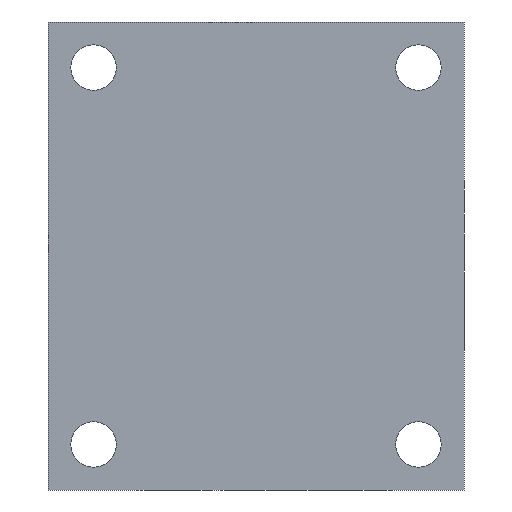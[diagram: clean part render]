
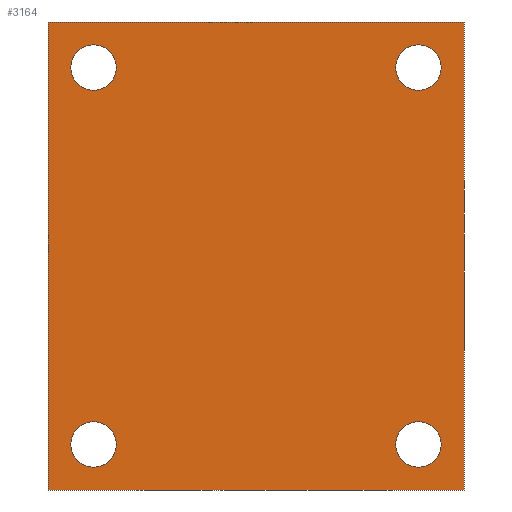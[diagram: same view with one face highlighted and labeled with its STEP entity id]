
A CAD part, front view. The second image highlights one B-rep face of the part: STEP entity #3164.
In plain terms, the highlighted planar face has unit normal (0, -1, 0).
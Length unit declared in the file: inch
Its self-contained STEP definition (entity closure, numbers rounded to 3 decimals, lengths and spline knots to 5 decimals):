
#5=DIRECTION('',(1.,0.,0.));
#6=VECTOR('',#5,4.);
#7=CARTESIAN_POINT('',(0.,-2.188,0.));
#8=LINE('',#7,#6);
#185=DIRECTION('',(0.,0.,1.));
#186=VECTOR('',#185,4.5);
#187=CARTESIAN_POINT('',(4.,-2.188,0.));
#188=LINE('',#187,#186);
#199=DIRECTION('',(0.,0.,1.));
#200=VECTOR('',#199,4.5);
#201=CARTESIAN_POINT('',(0.,-2.188,0.));
#202=LINE('',#201,#200);
#203=CARTESIAN_POINT('',(0.438,-2.188,
0.438));
#204=DIRECTION('',(0.,-1.,0.));
#205=DIRECTION('',(-1.,0.,0.));
#206=AXIS2_PLACEMENT_3D('',#203,#204,#205);
#208=CARTESIAN_POINT('',(0.438,-2.188,
0.438));
#209=DIRECTION('',(0.,-1.,0.));
#210=DIRECTION('',(1.,0.,0.));
#211=AXIS2_PLACEMENT_3D('',#208,#209,#210);
#213=CARTESIAN_POINT('',(3.562,-2.188,0.438));
#214=DIRECTION('',(0.,-1.,0.));
#215=DIRECTION('',(-1.,0.,0.));
#216=AXIS2_PLACEMENT_3D('',#213,#214,#215);
#218=CARTESIAN_POINT('',(3.562,-2.188,0.438));
#219=DIRECTION('',(0.,-1.,0.));
#220=DIRECTION('',(1.,0.,0.));
#221=AXIS2_PLACEMENT_3D('',#218,#219,#220);
#223=CARTESIAN_POINT('',(0.438,-2.188,4.062));
#224=DIRECTION('',(0.,-1.,0.));
#225=DIRECTION('',(-1.,0.,0.));
#226=AXIS2_PLACEMENT_3D('',#223,#224,#225);
#228=CARTESIAN_POINT('',(0.438,-2.188,4.062));
#229=DIRECTION('',(0.,-1.,0.));
#230=DIRECTION('',(1.,0.,0.));
#231=AXIS2_PLACEMENT_3D('',#228,#229,#230);
#233=CARTESIAN_POINT('',(3.562,-2.188,4.062));
#234=DIRECTION('',(0.,-1.,0.));
#235=DIRECTION('',(-1.,0.,0.));
#236=AXIS2_PLACEMENT_3D('',#233,#234,#235);
#238=CARTESIAN_POINT('',(3.562,-2.188,4.062));
#239=DIRECTION('',(0.,-1.,0.));
#240=DIRECTION('',(1.,0.,0.));
#241=AXIS2_PLACEMENT_3D('',#238,#239,#240);
#255=DIRECTION('',(1.,0.,0.));
#256=VECTOR('',#255,4.);
#257=CARTESIAN_POINT('',(0.,-2.188,4.5));
#258=LINE('',#257,#256);
#2572=CARTESIAN_POINT('',(0.,-2.188,0.));
#2574=VERTEX_POINT('',#2572);
#2575=CARTESIAN_POINT('',(4.,-2.188,0.));
#2576=VERTEX_POINT('',#2575);
#2580=CARTESIAN_POINT('',(0.,-2.188,4.5));
#2582=VERTEX_POINT('',#2580);
#2583=CARTESIAN_POINT('',(4.,-2.188,4.5));
#2584=VERTEX_POINT('',#2583);
#2724=CARTESIAN_POINT('',(0.219,-2.188,
0.438));
#2725=CARTESIAN_POINT('',(0.657,-2.188,
0.438));
#2726=VERTEX_POINT('',#2724);
#2727=VERTEX_POINT('',#2725);
#2732=CARTESIAN_POINT('',(3.343,-2.188,
0.438));
#2733=CARTESIAN_POINT('',(3.781,-2.188,
0.438));
#2734=VERTEX_POINT('',#2732);
#2735=VERTEX_POINT('',#2733);
#2740=CARTESIAN_POINT('',(0.219,-2.188,
4.062));
#2741=CARTESIAN_POINT('',(0.657,-2.188,
4.062));
#2742=VERTEX_POINT('',#2740);
#2743=VERTEX_POINT('',#2741);
#2748=CARTESIAN_POINT('',(3.343,-2.188,4.062));
#2749=CARTESIAN_POINT('',(3.781,-2.188,4.062));
#2750=VERTEX_POINT('',#2748);
#2751=VERTEX_POINT('',#2749);
#3128=CARTESIAN_POINT('',(0.,-2.188,0.));
#3129=DIRECTION('',(0.,-1.,0.));
#3130=DIRECTION('',(1.,0.,0.));
#3131=AXIS2_PLACEMENT_3D('',#3128,#3129,#3130);
#3132=PLANE('',#3131);
#3133=ORIENTED_EDGE('',*,*,#2974,.F.);
#3134=ORIENTED_EDGE('',*,*,#3005,.T.);
#3136=ORIENTED_EDGE('',*,*,#3135,.T.);
#3137=ORIENTED_EDGE('',*,*,#3114,.F.);
#3138=EDGE_LOOP('',(#3133,#3134,#3136,#3137));
#3139=FACE_OUTER_BOUND('',#3138,.F.);
#3141=ORIENTED_EDGE('',*,*,#3140,.T.);
#3143=ORIENTED_EDGE('',*,*,#3142,.T.);
#3144=EDGE_LOOP('',(#3141,#3143));
#3145=FACE_BOUND('',#3144,.F.);
#3147=ORIENTED_EDGE('',*,*,#3146,.T.);
#3149=ORIENTED_EDGE('',*,*,#3148,.T.);
#3150=EDGE_LOOP('',(#3147,#3149));
#3151=FACE_BOUND('',#3150,.F.);
#3153=ORIENTED_EDGE('',*,*,#3152,.T.);
#3155=ORIENTED_EDGE('',*,*,#3154,.T.);
#3156=EDGE_LOOP('',(#3153,#3155));
#3157=FACE_BOUND('',#3156,.F.);
#3159=ORIENTED_EDGE('',*,*,#3158,.T.);
#3161=ORIENTED_EDGE('',*,*,#3160,.T.);
#3162=EDGE_LOOP('',(#3159,#3161));
#3163=FACE_BOUND('',#3162,.F.);
#3164=ADVANCED_FACE('',(#3139,#3145,#3151,#3157,#3163),#3132,.T.);
#207=CIRCLE('',#206,0.219);
#212=CIRCLE('',#211,0.219);
#217=CIRCLE('',#216,0.219);
#222=CIRCLE('',#221,0.219);
#227=CIRCLE('',#226,0.219);
#232=CIRCLE('',#231,0.219);
#237=CIRCLE('',#236,0.219);
#242=CIRCLE('',#241,0.219);
#2974=EDGE_CURVE('',#2574,#2576,#8,.T.);
#3005=EDGE_CURVE('',#2574,#2582,#202,.T.);
#3114=EDGE_CURVE('',#2576,#2584,#188,.T.);
#3135=EDGE_CURVE('',#2582,#2584,#258,.T.);
#3140=EDGE_CURVE('',#2726,#2727,#207,.T.);
#3142=EDGE_CURVE('',#2727,#2726,#212,.T.);
#3146=EDGE_CURVE('',#2734,#2735,#217,.T.);
#3148=EDGE_CURVE('',#2735,#2734,#222,.T.);
#3152=EDGE_CURVE('',#2742,#2743,#227,.T.);
#3154=EDGE_CURVE('',#2743,#2742,#232,.T.);
#3158=EDGE_CURVE('',#2750,#2751,#237,.T.);
#3160=EDGE_CURVE('',#2751,#2750,#242,.T.);
